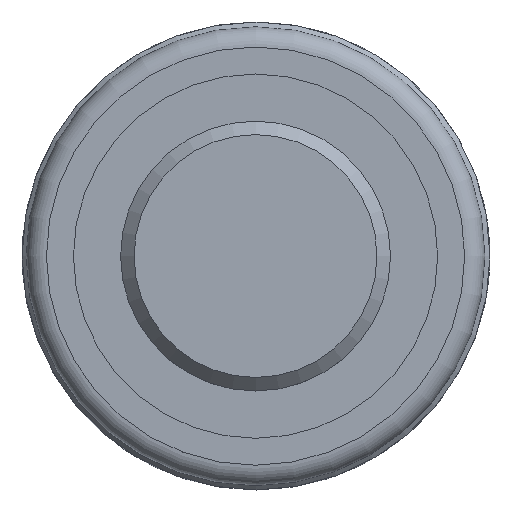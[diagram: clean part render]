
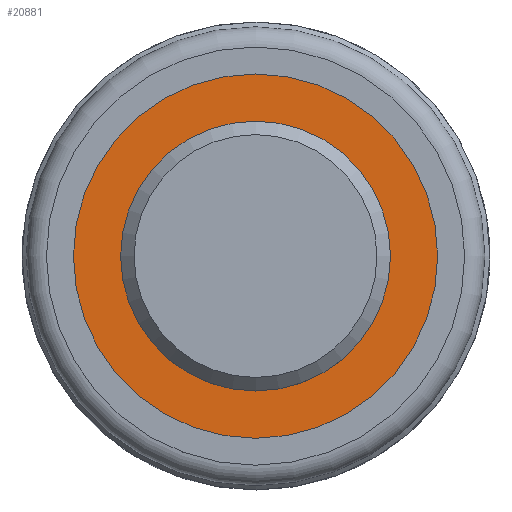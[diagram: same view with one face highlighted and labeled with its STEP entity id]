
A CAD part, top view. The second image highlights one B-rep face of the part: STEP entity #20881.
In plain terms, the highlighted planar face has unit normal (0, 0, 1).
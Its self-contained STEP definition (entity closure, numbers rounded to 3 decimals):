
#778=FACE_BOUND('',#2854,.T.);
#1267=PLANE('',#22538);
#2006=FACE_OUTER_BOUND('',#2853,.T.);
#2853=EDGE_LOOP('',(#19409));
#2854=EDGE_LOOP('',(#19410));
#8116=CIRCLE('',#22533,7.);
#8120=CIRCLE('',#22539,13.5);
#10876=VERTEX_POINT('',#39058);
#10880=VERTEX_POINT('',#39070);
#14249=EDGE_CURVE('',#10876,#10876,#8116,.T.);
#14255=EDGE_CURVE('',#10880,#10880,#8120,.T.);
#19409=ORIENTED_EDGE('',*,*,#14255,.T.);
#19410=ORIENTED_EDGE('',*,*,#14249,.F.);
#20881=ADVANCED_FACE('',(#2006,#778),#1267,.T.);
#22533=AXIS2_PLACEMENT_3D('',#39059,#27894,#27895);
#22538=AXIS2_PLACEMENT_3D('',#39069,#27906,#27907);
#22539=AXIS2_PLACEMENT_3D('',#39071,#27908,#27909);
#27894=DIRECTION('center_axis',(0.,0.,1.));
#27895=DIRECTION('ref_axis',(-1.,0.,0.));
#27906=DIRECTION('center_axis',(0.,0.,1.));
#27907=DIRECTION('ref_axis',(-1.,0.,0.));
#27908=DIRECTION('center_axis',(0.,0.,1.));
#27909=DIRECTION('ref_axis',(-1.,0.,0.));
#39058=CARTESIAN_POINT('',(127.,100.,11.6));
#39059=CARTESIAN_POINT('Origin',(120.,100.,11.6));
#39069=CARTESIAN_POINT('Origin',(120.,100.,11.6));
#39070=CARTESIAN_POINT('',(133.5,100.,11.6));
#39071=CARTESIAN_POINT('Origin',(120.,100.,11.6));
